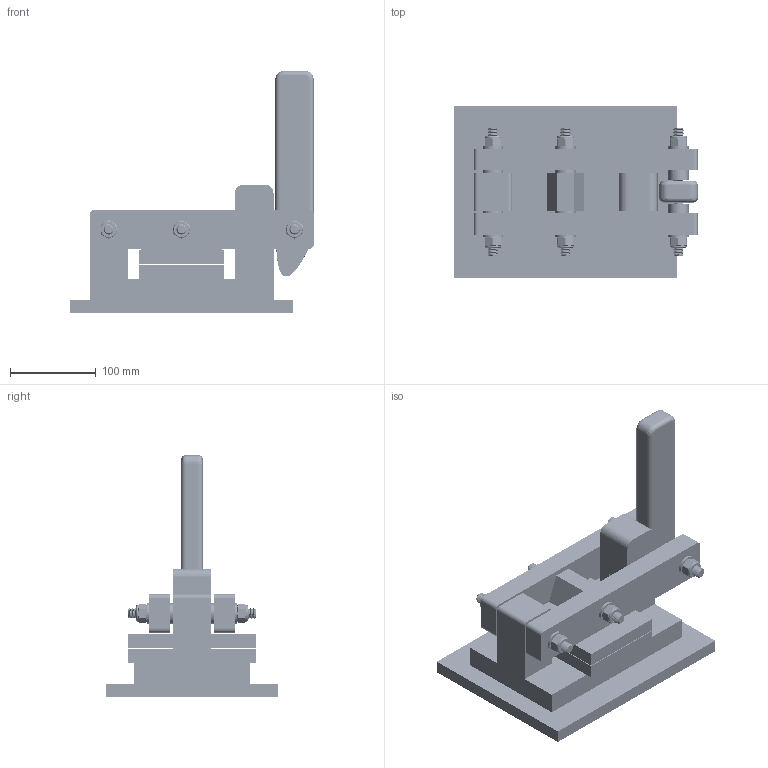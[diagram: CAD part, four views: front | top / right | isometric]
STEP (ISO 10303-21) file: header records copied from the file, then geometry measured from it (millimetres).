
FILE_DESCRIPTION(/* description */ (''),/* implementation_level */ '2;1');
FILE_NAME(/* name */ 'etching-press.step',/* time_stamp */ '2024-05-20T16:24:21-07:00',/* author */ (''),/* organization */ (''),/* preprocessor_version */ 'ST-DEVELOPER v20',/* originating_system */ 'Autodesk Translation Framework v13.14.0.145',/* authorisation */ '');
FILE_SCHEMA (('AUTOMOTIVE_DESIGN { 1 0 10303 214 3 1 1 }'));
Length unit declared in the file: millimetre
Products named in the file (26): prensa; Press; Handle; Base; Horizontal 1; Base Sheet; Horizontal 2; Vertical block back; Vertical block front; Plate base; Plate; Plate top; Plate pivot; Arm Assembly; Arm 2; Arm 1; Hardware; Threaded rod assembly; Threaded rod assembly_1; Threaded rod assembly_2; 93805A647_18-8 Stainless Steel Threaded Rod; 93625A400_18-8 Stainless Steel Nylon-Insert Locknut; 98687A114_General Purpose Steel Washer(Mirror); 93625A400_18-8 Stainless Steel Nylon-Insert Locknut(Mirror); 98687A114_General Purpose Steel Washer; 98687A114_General Purpose Steel Washer(Mirror) (1)
Assembly tree (48 placements, depth 6):
  prensa
    Press
      Handle
      Base
        Horizontal 1
        Base Sheet
        Horizontal 2
        Vertical block back
        Vertical block front
        Plate base
      Plate
        Plate top
        Plate pivot
      Arm Assembly
        Arm 2
        Arm 1
        Hardware
          Threaded rod assembly
            93805A647_18-8 Stainless Steel Threaded Rod
            98687A114_General Purpose Steel Washer  x2
            93625A400_18-8 Stainless Steel Nylon-Insert Locknut
            98687A114_General Purpose Steel Washer(Mirror)  x2
            93625A400_18-8 Stainless Steel Nylon-Insert Locknut(Mirror)
          Threaded rod assembly_1
            93805A647_18-8 Stainless Steel Threaded Rod
            98687A114_General Purpose Steel Washer  x2
            93625A400_18-8 Stainless Steel Nylon-Insert Locknut
            98687A114_General Purpose Steel Washer(Mirror)  x2
            93625A400_18-8 Stainless Steel Nylon-Insert Locknut(Mirror)
          Threaded rod assembly_2
            93805A647_18-8 Stainless Steel Threaded Rod
            98687A114_General Purpose Steel Washer  x2
            93625A400_18-8 Stainless Steel Nylon-Insert Locknut
            98687A114_General Purpose Steel Washer(Mirror)  x2
            93625A400_18-8 Stainless Steel Nylon-Insert Locknut(Mirror)
          98687A114_General Purpose Steel Washer  x4
          98687A114_General Purpose Steel Washer(Mirror) (1)  x4
Bounding box: 284.5 x 200 x 282.5 mm (x, y, z)
Volume: 3145599.4 mm3; surface area: 508034.9 mm2
Topology: 46 solids, 46 shells, 1086 faces, 2985 edges, 2043 vertices
Faces by surface type: cylinder 714, plane 237, cone 90, bspline 23, torus 18, sphere 4
Full cylindrical faces by diameter (mm): 9.727 x270, 12 x281, 13.5 x20, 13.75 x6, 15 x1, 18.234 x12, 19 x6, 24 x20
Entity records: 32832 total; most frequent: CARTESIAN_POINT 22012, ORIENTED_EDGE 2326, DIRECTION 1796, EDGE_CURVE 1163, VERTEX_POINT 789, AXIS2_PLACEMENT_3D 653, LINE 490, VECTOR 490
